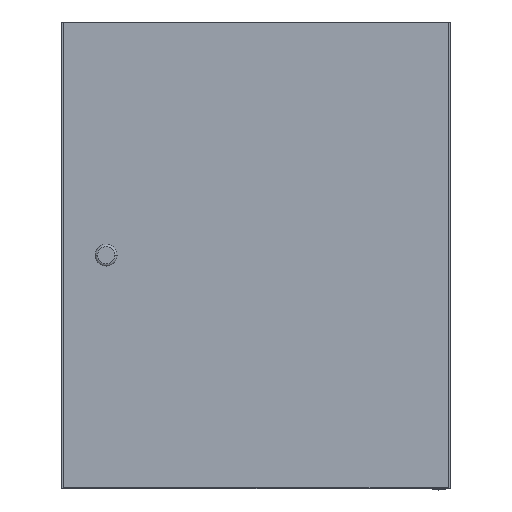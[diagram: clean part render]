
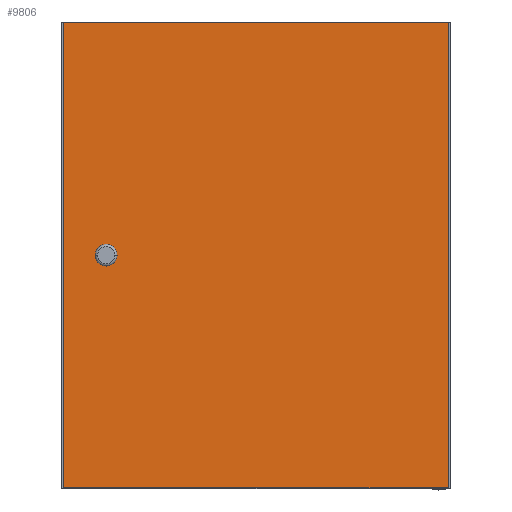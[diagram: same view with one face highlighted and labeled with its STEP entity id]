
A CAD part, top view. The second image highlights one B-rep face of the part: STEP entity #9806.
In plain terms, the highlighted face is planar.
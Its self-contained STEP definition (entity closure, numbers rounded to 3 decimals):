
#279 = CARTESIAN_POINT ( 'NONE',  ( -247.5, 299.25, 0. ) ) ;
#410 = DIRECTION ( 'NONE',  ( 1., 0., 0. ) ) ;
#526 = ORIENTED_EDGE ( 'NONE', *, *, #5964, .F. ) ;
#645 = CARTESIAN_POINT ( 'NONE',  ( -247.5, 299.25, 0. ) ) ;
#1150 = LINE ( 'NONE', #8743, #4368 ) ;
#1164 = EDGE_CURVE ( 'NONE', #10249, #1604, #4716, .T. ) ;
#1460 = VERTEX_POINT ( 'NONE', #6464 ) ;
#1557 = CARTESIAN_POINT ( 'NONE',  ( 247.5, 299.25, 0. ) ) ;
#1604 = VERTEX_POINT ( 'NONE', #6157 ) ;
#1636 = EDGE_CURVE ( 'NONE', #11055, #11046, #1150, .T. ) ;
#1903 = CARTESIAN_POINT ( 'NONE',  ( 247.5, 299.25, 0. ) ) ;
#2055 = DIRECTION ( 'NONE',  ( 0., 0., -1. ) ) ;
#2540 = DIRECTION ( 'NONE',  ( -1., 0., 0. ) ) ;
#2715 = EDGE_LOOP ( 'NONE', ( #7172, #5185, #7425, #526 ) ) ;
#2855 = LINE ( 'NONE', #6446, #4199 ) ;
#2984 = EDGE_LOOP ( 'NONE', ( #10380, #9904 ) ) ;
#3879 = CARTESIAN_POINT ( 'NONE',  ( 247.5, -299.25, 0. ) ) ;
#4089 = DIRECTION ( 'NONE',  ( 0., 0., -1. ) ) ;
#4199 = VECTOR ( 'NONE', #410, 1000. ) ;
#4368 = VECTOR ( 'NONE', #7644, 1000. ) ;
#4514 = VERTEX_POINT ( 'NONE', #3879 ) ;
#4716 = CIRCLE ( 'NONE', #9914, 14. ) ;
#4765 = LINE ( 'NONE', #279, #5823 ) ;
#5185 = ORIENTED_EDGE ( 'NONE', *, *, #1636, .F. ) ;
#5599 = DIRECTION ( 'NONE',  ( 0., 0., -1. ) ) ;
#5823 = VECTOR ( 'NONE', #9822, 1000. ) ;
#5964 = EDGE_CURVE ( 'NONE', #1460, #4514, #2855, .T. ) ;
#6157 = CARTESIAN_POINT ( 'NONE',  ( 178.5, 0., 0. ) ) ;
#6171 = AXIS2_PLACEMENT_3D ( 'NONE', #9233, #5599, #6648 ) ;
#6255 = FACE_OUTER_BOUND ( 'NONE', #2715, .T. ) ;
#6446 = CARTESIAN_POINT ( 'NONE',  ( 247.5, -299.25, 0. ) ) ;
#6464 = CARTESIAN_POINT ( 'NONE',  ( -247.5, -299.25, 0. ) ) ;
#6648 = DIRECTION ( 'NONE',  ( -1., 0., 0. ) ) ;
#6804 = EDGE_CURVE ( 'NONE', #1604, #10249, #8685, .T. ) ;
#6972 = EDGE_CURVE ( 'NONE', #4514, #11055, #9547, .T. ) ;
#7172 = ORIENTED_EDGE ( 'NONE', *, *, #9793, .F. ) ;
#7425 = ORIENTED_EDGE ( 'NONE', *, *, #6972, .F. ) ;
#7621 = AXIS2_PLACEMENT_3D ( 'NONE', #9762, #2055, #9670 ) ;
#7644 = DIRECTION ( 'NONE',  ( -1., 0., 0. ) ) ;
#8335 = VECTOR ( 'NONE', #9287, 1000. ) ;
#8685 = CIRCLE ( 'NONE', #6171, 14. ) ;
#8743 = CARTESIAN_POINT ( 'NONE',  ( 247.5, 299.25, 0. ) ) ;
#9118 = CARTESIAN_POINT ( 'NONE',  ( 192.5, 0., 0. ) ) ;
#9233 = CARTESIAN_POINT ( 'NONE',  ( 192.5, 0., 0. ) ) ;
#9287 = DIRECTION ( 'NONE',  ( 0., 1., 0. ) ) ;
#9547 = LINE ( 'NONE', #1903, #8335 ) ;
#9670 = DIRECTION ( 'NONE',  ( -1., 0., 0. ) ) ;
#9699 = PLANE ( 'NONE',  #7621 ) ;
#9762 = CARTESIAN_POINT ( 'NONE',  ( 0., 0., 0. ) ) ;
#9793 = EDGE_CURVE ( 'NONE', #11046, #1460, #4765, .T. ) ;
#9806 = ADVANCED_FACE ( 'NONE', ( #10548, #6255 ), #9699, .T. ) ;
#9822 = DIRECTION ( 'NONE',  ( 0., -1., 0. ) ) ;
#9904 = ORIENTED_EDGE ( 'NONE', *, *, #6804, .F. ) ;
#9914 = AXIS2_PLACEMENT_3D ( 'NONE', #9118, #4089, #2540 ) ;
#10249 = VERTEX_POINT ( 'NONE', #10854 ) ;
#10380 = ORIENTED_EDGE ( 'NONE', *, *, #1164, .F. ) ;
#10548 = FACE_BOUND ( 'NONE', #2984, .T. ) ;
#10854 = CARTESIAN_POINT ( 'NONE',  ( 206.5, 0., 0. ) ) ;
#11046 = VERTEX_POINT ( 'NONE', #645 ) ;
#11055 = VERTEX_POINT ( 'NONE', #1557 ) ;
